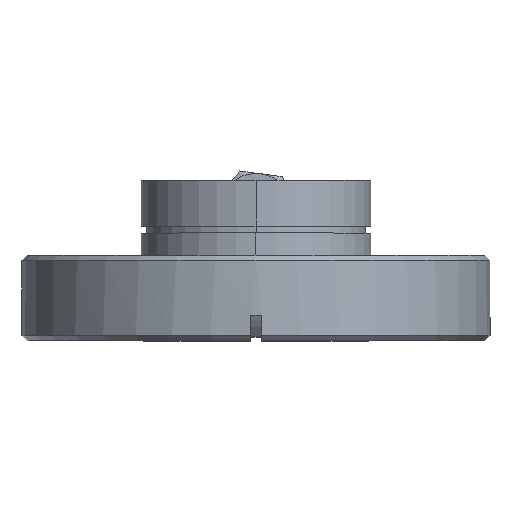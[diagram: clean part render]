
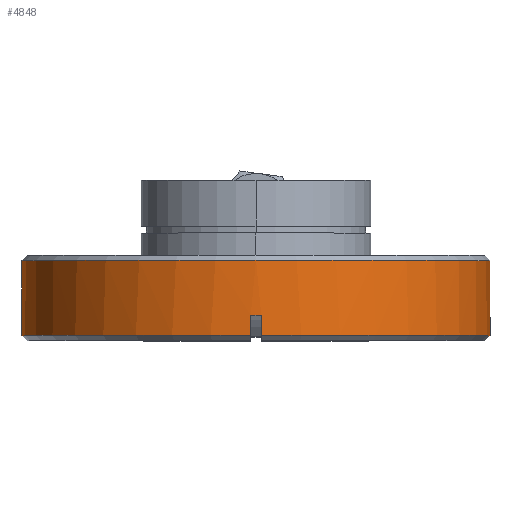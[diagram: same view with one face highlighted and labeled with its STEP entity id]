
A CAD part, top view. The second image highlights one B-rep face of the part: STEP entity #4848.
In plain terms, the highlighted cylindrical face has radius 34.925 mm (diameter 69.85 mm), a partial arc.
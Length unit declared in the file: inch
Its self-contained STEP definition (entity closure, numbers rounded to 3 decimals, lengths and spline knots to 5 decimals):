
#28 = ORIENTED_EDGE ( 'NONE', *, *, #5911, .F. ) ;
#29 = ORIENTED_EDGE ( 'NONE', *, *, #5942, .T. ) ;
#31 = ORIENTED_EDGE ( 'NONE', *, *, #5917, .T. ) ;
#32 = ORIENTED_EDGE ( 'NONE', *, *, #5943, .F. ) ;
#33 = ORIENTED_EDGE ( 'NONE', *, *, #5944, .T. ) ;
#34 = ORIENTED_EDGE ( 'NONE', *, *, #5945, .F. ) ;
#35 = ORIENTED_EDGE ( 'NONE', *, *, #5946, .F. ) ;
#36 = ORIENTED_EDGE ( 'NONE', *, *, #5920, .F. ) ;
#258 = VERTEX_POINT ( 'NONE', #1014 ) ;
#855 = CARTESIAN_POINT ( 'NONE',  ( 1.375, -0.03, -0.05116 ) ) ;
#1014 = CARTESIAN_POINT ( 'NONE',  ( -1.375, -0.03, -0.05116 ) ) ;
#1236 = AXIS2_PLACEMENT_3D ( 'NONE', #3106, #3104, #3102 ) ;
#1507 = LINE ( 'NONE', #2175, #1513 ) ;
#1513 = VECTOR ( 'NONE', #2180, 39.37008 ) ;
#1519 = LINE ( 'NONE', #2187, #1521 ) ;
#1521 = VECTOR ( 'NONE', #2189, 39.37008 ) ;
#1522 = CIRCLE ( 'NONE', #1872, 1.375 ) ;
#1548 = CIRCLE ( 'NONE', #1883, 1.375 ) ;
#1550 = CIRCLE ( 'NONE', #1882, 1.375 ) ;
#1551 = LINE ( 'NONE', #4424, #1553 ) ;
#1553 = VECTOR ( 'NONE', #6481, 39.37008 ) ;
#1554 = LINE ( 'NONE', #6494, #1555 ) ;
#1555 = VECTOR ( 'NONE', #6495, 39.37008 ) ;
#1628 = CARTESIAN_POINT ( 'NONE',  ( -1.375, -0.47, -0.05116 ) ) ;
#1872 = AXIS2_PLACEMENT_3D ( 'NONE', #2206, #2207, #2208 ) ;
#1882 = AXIS2_PLACEMENT_3D ( 'NONE', #6482, #6483, #6484 ) ;
#1883 = AXIS2_PLACEMENT_3D ( 'NONE', #6487, #6488, #6489 ) ;
#2175 = CARTESIAN_POINT ( 'NONE',  ( 1.375, 0., -0.05116 ) ) ;
#2180 = DIRECTION ( 'NONE',  ( 0., -1., 0. ) ) ;
#2187 = CARTESIAN_POINT ( 'NONE',  ( -1.375, 0., -0.05116 ) ) ;
#2189 = DIRECTION ( 'NONE',  ( 0., -1., 0. ) ) ;
#2206 = CARTESIAN_POINT ( 'NONE',  ( 0., -0.47, -0.05116 ) ) ;
#2207 = DIRECTION ( 'NONE',  ( 0., -1., 0. ) ) ;
#2208 = DIRECTION ( 'NONE',  ( -1., 0., 0. ) ) ;
#2308 = VERTEX_POINT ( 'NONE', #3391 ) ;
#2310 = VERTEX_POINT ( 'NONE', #1628 ) ;
#3102 = DIRECTION ( 'NONE',  ( -1., 0., 0. ) ) ;
#3104 = DIRECTION ( 'NONE',  ( 0., -1., 0. ) ) ;
#3106 = CARTESIAN_POINT ( 'NONE',  ( 0., 0., -0.05116 ) ) ;
#3110 = CARTESIAN_POINT ( 'NONE',  ( 0.031, -0.47, 1.32349 ) ) ;
#3120 = CARTESIAN_POINT ( 'NONE',  ( -0.031, -0.47, 1.32349 ) ) ;
#3123 = CARTESIAN_POINT ( 'NONE',  ( 0.031, -0.35212, 1.32349 ) ) ;
#3125 = CARTESIAN_POINT ( 'NONE',  ( -0.031, -0.35212, 1.32349 ) ) ;
#3391 = CARTESIAN_POINT ( 'NONE',  ( 1.375, -0.47, -0.05116 ) ) ;
#3568 = B_SPLINE_CURVE_WITH_KNOTS ( 'NONE', 3,
 ( #6485, #6486, #6492, #6493 ),
 .UNSPECIFIED., .F., .F.,
 ( 4, 4 ),
 ( 0.0269, 0.02848 ),
 .UNSPECIFIED. ) ;
#4048 = FACE_OUTER_BOUND ( 'NONE', #5768, .T. ) ;
#4055 = CYLINDRICAL_SURFACE ( 'NONE', #1236, 1.375 ) ;
#4424 = CARTESIAN_POINT ( 'NONE',  ( -0.031, 0., 1.32349 ) ) ;
#4582 = VERTEX_POINT ( 'NONE', #855 ) ;
#4848 = ADVANCED_FACE ( 'NONE', ( #4048 ), #4055, .T. ) ;
#5053 = VERTEX_POINT ( 'NONE', #3110 ) ;
#5061 = VERTEX_POINT ( 'NONE', #3120 ) ;
#5064 = VERTEX_POINT ( 'NONE', #3123 ) ;
#5066 = VERTEX_POINT ( 'NONE', #3125 ) ;
#5768 = EDGE_LOOP ( 'NONE', ( #28, #29, #31, #32, #33, #34, #35, #36 ) ) ;
#5911 = EDGE_CURVE ( 'NONE', #4582, #2308, #1507, .T. ) ;
#5917 = EDGE_CURVE ( 'NONE', #258, #2310, #1519, .T. ) ;
#5920 = EDGE_CURVE ( 'NONE', #2308, #5053, #1522, .T. ) ;
#5942 = EDGE_CURVE ( 'NONE', #4582, #258, #1550, .T. ) ;
#5943 = EDGE_CURVE ( 'NONE', #5061, #2310, #1548, .T. ) ;
#5944 = EDGE_CURVE ( 'NONE', #5061, #5066, #1551, .T. ) ;
#5945 = EDGE_CURVE ( 'NONE', #5064, #5066, #3568, .T. ) ;
#5946 = EDGE_CURVE ( 'NONE', #5053, #5064, #1554, .T. ) ;
#6481 = DIRECTION ( 'NONE',  ( 0., 1., 0. ) ) ;
#6482 = CARTESIAN_POINT ( 'NONE',  ( 0., -0.03, -0.05116 ) ) ;
#6483 = DIRECTION ( 'NONE',  ( 0., -1., 0. ) ) ;
#6484 = DIRECTION ( 'NONE',  ( -1., 0., 0. ) ) ;
#6485 = CARTESIAN_POINT ( 'NONE',  ( 0.031, -0.35212, 1.32349 ) ) ;
#6486 = CARTESIAN_POINT ( 'NONE',  ( 0.01035, -0.35206, 1.32396 ) ) ;
#6487 = CARTESIAN_POINT ( 'NONE',  ( 0., -0.47, -0.05116 ) ) ;
#6488 = DIRECTION ( 'NONE',  ( 0., -1., 0. ) ) ;
#6489 = DIRECTION ( 'NONE',  ( -1., 0., 0. ) ) ;
#6492 = CARTESIAN_POINT ( 'NONE',  ( -0.01032, -0.35206, 1.32396 ) ) ;
#6493 = CARTESIAN_POINT ( 'NONE',  ( -0.031, -0.35212, 1.32349 ) ) ;
#6494 = CARTESIAN_POINT ( 'NONE',  ( 0.031, 0., 1.32349 ) ) ;
#6495 = DIRECTION ( 'NONE',  ( 0., 1., 0. ) ) ;
